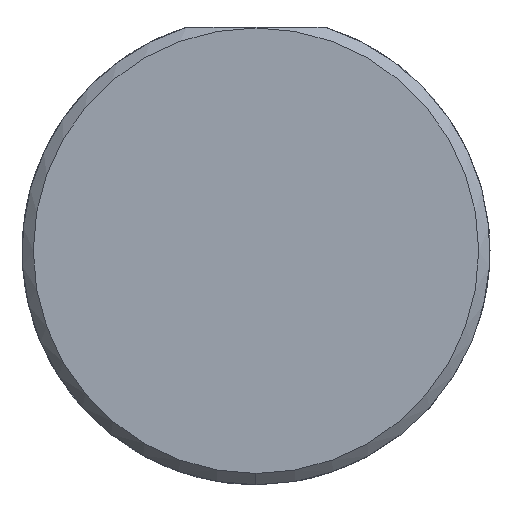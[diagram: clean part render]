
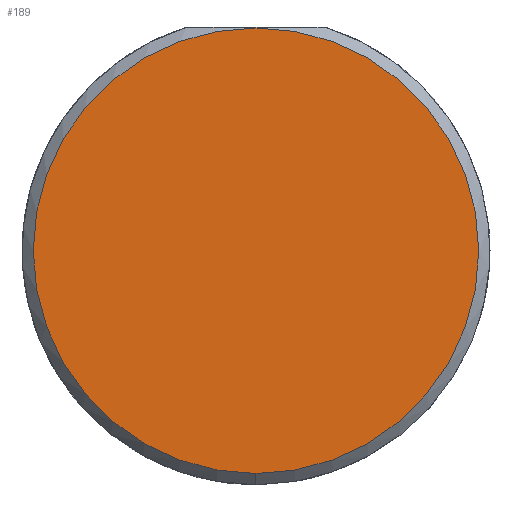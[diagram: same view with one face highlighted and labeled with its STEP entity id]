
A CAD part, left-side view. The second image highlights one B-rep face of the part: STEP entity #189.
In plain terms, the highlighted planar face has unit normal (-1, 0, 0).
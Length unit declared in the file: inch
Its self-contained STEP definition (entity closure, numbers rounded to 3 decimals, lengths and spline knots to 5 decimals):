
#78 = AXIS2_PLACEMENT_3D ( 'NONE', #834, #126, #119 ) ;
#84 = DIRECTION ( 'NONE',  ( -1., 0., 0. ) ) ;
#119 = DIRECTION ( 'NONE',  ( 0., 0., -1. ) ) ;
#122 = EDGE_CURVE ( 'NONE', #517, #494, #240, .T. ) ;
#126 = DIRECTION ( 'NONE',  ( 1., 0., 0. ) ) ;
#130 = FACE_OUTER_BOUND ( 'NONE', #814, .T. ) ;
#189 = ADVANCED_FACE ( 'NONE', ( #130 ), #549, .F. ) ;
#227 = AXIS2_PLACEMENT_3D ( 'NONE', #833, #84, #364 ) ;
#240 = CIRCLE ( 'NONE', #633, 0.29735 ) ;
#252 = CIRCLE ( 'NONE', #227, 0.29735 ) ;
#266 = DIRECTION ( 'NONE',  ( 0., 0., -1. ) ) ;
#324 = CARTESIAN_POINT ( 'NONE',  ( 0., 0., -0.29735 ) ) ;
#364 = DIRECTION ( 'NONE',  ( 0., 0., -1. ) ) ;
#419 = DIRECTION ( 'NONE',  ( -1., 0., 0. ) ) ;
#494 = VERTEX_POINT ( 'NONE', #580 ) ;
#517 = VERTEX_POINT ( 'NONE', #324 ) ;
#549 = PLANE ( 'NONE',  #78 ) ;
#580 = CARTESIAN_POINT ( 'NONE',  ( 0., 0., 0.29735 ) ) ;
#633 = AXIS2_PLACEMENT_3D ( 'NONE', #690, #419, #266 ) ;
#681 = EDGE_CURVE ( 'NONE', #494, #517, #252, .T. ) ;
#690 = CARTESIAN_POINT ( 'NONE',  ( 0., 0., 0. ) ) ;
#781 = ORIENTED_EDGE ( 'NONE', *, *, #681, .T. ) ;
#814 = EDGE_LOOP ( 'NONE', ( #828, #781 ) ) ;
#828 = ORIENTED_EDGE ( 'NONE', *, *, #122, .T. ) ;
#833 = CARTESIAN_POINT ( 'NONE',  ( 0., 0., 0. ) ) ;
#834 = CARTESIAN_POINT ( 'NONE',  ( 0., 0., 0. ) ) ;
